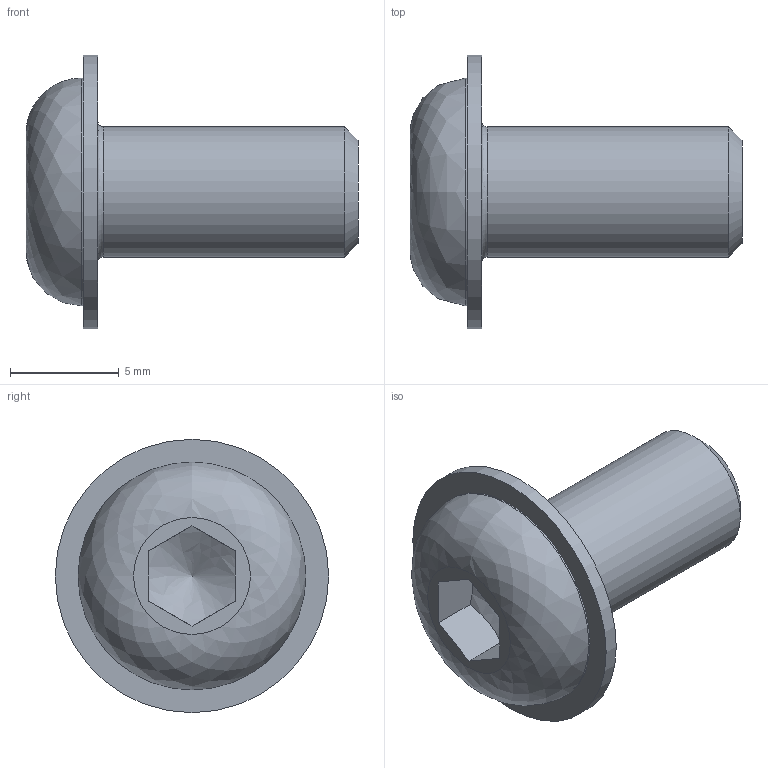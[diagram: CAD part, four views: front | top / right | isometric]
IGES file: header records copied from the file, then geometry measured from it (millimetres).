
Global section: file name: 200612.2.stp.ipt; native system: Autodesk Inventor 2014; preprocessor: unknown; author: zeman; date: 20151016.101327; units: millimetre
Bounding box: 15.3 x 12.6 x 12.6 mm (x, y, z)
Volume: 569.7 mm3; surface area: 573 mm2
Topology: 1 solids, 1 shells, 17 faces, 41 edges, 28 vertices
Faces by surface type: plane 10, cylinder 3, revolution 2, cone 1, bspline 1
Full cylindrical faces by diameter (mm): 6 x1, 10.5 x1, 12.6 x1
